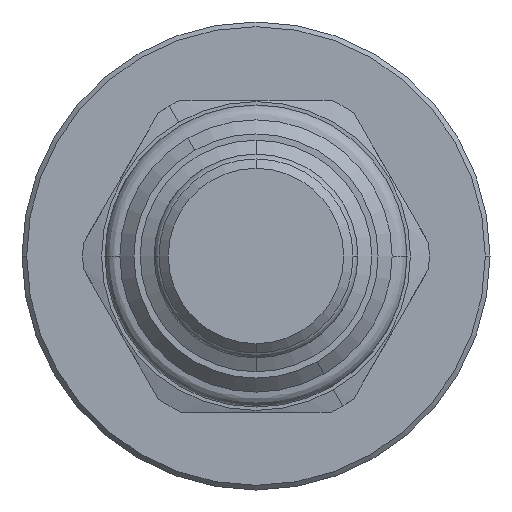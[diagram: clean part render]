
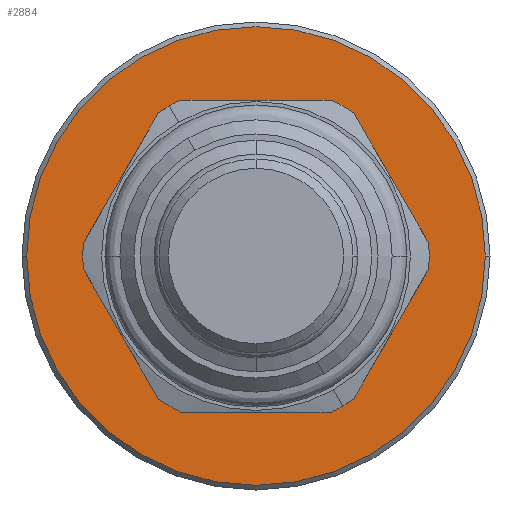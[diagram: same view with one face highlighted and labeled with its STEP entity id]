
A CAD part, front view. The second image highlights one B-rep face of the part: STEP entity #2884.
In plain terms, the highlighted planar face has unit normal (0, -1, 0).
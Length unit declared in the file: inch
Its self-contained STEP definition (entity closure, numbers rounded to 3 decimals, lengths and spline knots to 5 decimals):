
#615=CARTESIAN_POINT('',(0.,2.12054,0.));
#616=DIRECTION('',(0.,-1.,0.));
#617=DIRECTION('',(-1.,0.,0.));
#618=AXIS2_PLACEMENT_3D('',#615,#616,#617);
#633=CARTESIAN_POINT('',(0.,2.12054,0.));
#634=DIRECTION('',(0.,-1.,0.));
#635=DIRECTION('',(-1.,0.,0.));
#636=AXIS2_PLACEMENT_3D('',#633,#634,#635);
#638=CARTESIAN_POINT('',(0.,2.12054,0.));
#639=DIRECTION('',(0.,-1.,0.));
#640=DIRECTION('',(1.,0.,0.));
#641=AXIS2_PLACEMENT_3D('',#638,#639,#640);
#643=CARTESIAN_POINT('',(0.,2.12054,0.));
#644=DIRECTION('',(0.,-1.,0.));
#645=DIRECTION('',(1.,0.,0.));
#646=AXIS2_PLACEMENT_3D('',#643,#644,#645);
#1897=CARTESIAN_POINT('',(-0.375,2.12054,0.));
#1898=CARTESIAN_POINT('',(0.375,2.12054,0.));
#1899=VERTEX_POINT('',#1897);
#1900=VERTEX_POINT('',#1898);
#1901=CARTESIAN_POINT('',(0.735,2.12054,0.));
#1902=CARTESIAN_POINT('',(-0.735,2.12054,0.));
#1903=VERTEX_POINT('',#1901);
#1904=VERTEX_POINT('',#1902);
#2868=CARTESIAN_POINT('',(0.,2.12054,0.));
#2869=DIRECTION('',(0.,-1.,0.));
#2870=DIRECTION('',(-1.,0.,0.));
#2871=AXIS2_PLACEMENT_3D('',#2868,#2869,#2870);
#2872=PLANE('',#2871);
#2873=ORIENTED_EDGE('',*,*,#2858,.F.);
#2875=ORIENTED_EDGE('',*,*,#2874,.F.);
#2876=EDGE_LOOP('',(#2873,#2875));
#2877=FACE_OUTER_BOUND('',#2876,.F.);
#2879=ORIENTED_EDGE('',*,*,#2878,.T.);
#2881=ORIENTED_EDGE('',*,*,#2880,.T.);
#2882=EDGE_LOOP('',(#2879,#2881));
#2883=FACE_BOUND('',#2882,.F.);
#2884=ADVANCED_FACE('',(#2877,#2883),#2872,.T.);
#619=CIRCLE('',#618,0.735);
#637=CIRCLE('',#636,0.375);
#642=CIRCLE('',#641,0.375);
#647=CIRCLE('',#646,0.735);
#2858=EDGE_CURVE('',#1904,#1903,#619,.T.);
#2874=EDGE_CURVE('',#1903,#1904,#647,.T.);
#2878=EDGE_CURVE('',#1899,#1900,#637,.T.);
#2880=EDGE_CURVE('',#1900,#1899,#642,.T.);
